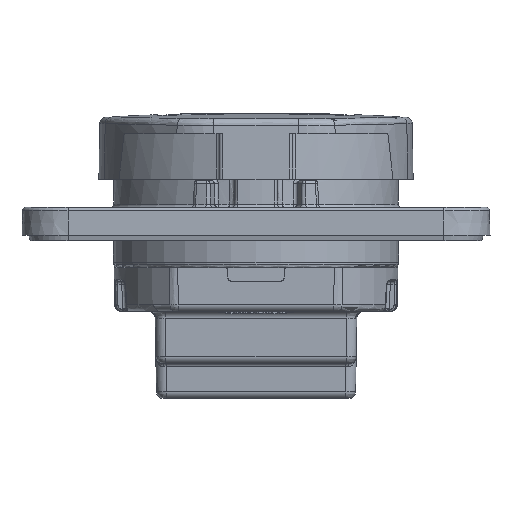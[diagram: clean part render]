
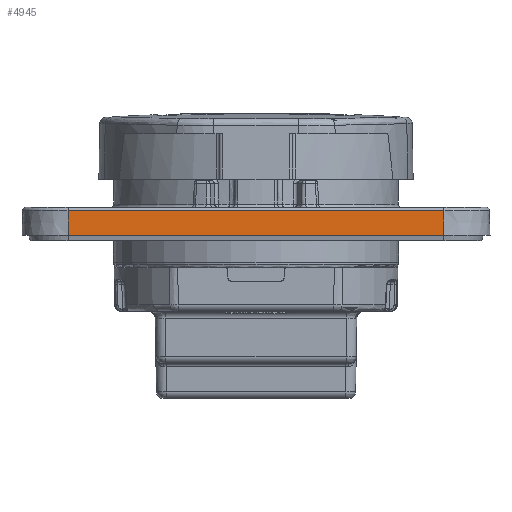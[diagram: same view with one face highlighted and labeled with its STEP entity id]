
A CAD part, front view. The second image highlights one B-rep face of the part: STEP entity #4945.
In plain terms, the highlighted planar face has unit normal (0, -1, 0.018).
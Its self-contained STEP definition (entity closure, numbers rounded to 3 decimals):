
#1522 = CARTESIAN_POINT ( 'NONE',  ( 28.1, -34.935, 8.079 ) ) ;
#1797 = LINE ( 'NONE', #36790, #11393 ) ;
#2116 = VECTOR ( 'NONE', #33248, 1000. ) ;
#2289 = VECTOR ( 'NONE', #26334, 1000. ) ;
#4945 = ADVANCED_FACE ( 'NONE', ( #21781 ), #28178, .T. ) ;
#5124 = VERTEX_POINT ( 'NONE', #19615 ) ;
#5298 = VERTEX_POINT ( 'NONE', #1522 ) ;
#5596 = AXIS2_PLACEMENT_3D ( 'NONE', #34644, #41227, #21925 ) ;
#10411 = CARTESIAN_POINT ( 'NONE',  ( 28.1, -35., 4.37 ) ) ;
#11393 = VECTOR ( 'NONE', #27077, 1000. ) ;
#11804 = ORIENTED_EDGE ( 'NONE', *, *, #15205, .T. ) ;
#13907 = ORIENTED_EDGE ( 'NONE', *, *, #16465, .T. ) ;
#14971 = ORIENTED_EDGE ( 'NONE', *, *, #20747, .T. ) ;
#15205 = EDGE_CURVE ( 'NONE', #30416, #5298, #36377, .T. ) ;
#15476 = DIRECTION ( 'NONE',  ( -1., 0., 0. ) ) ;
#16465 = EDGE_CURVE ( 'NONE', #5298, #5124, #37346, .T. ) ;
#19615 = CARTESIAN_POINT ( 'NONE',  ( -28.1, -34.935, 8.079 ) ) ;
#20125 = LINE ( 'NONE', #39793, #2116 ) ;
#20747 = EDGE_CURVE ( 'NONE', #31753, #30416, #20125, .T. ) ;
#21781 = FACE_OUTER_BOUND ( 'NONE', #40962, .T. ) ;
#21925 = DIRECTION ( 'NONE',  ( 0., -0.017, -1. ) ) ;
#25815 = CARTESIAN_POINT ( 'NONE',  ( 28.1, -35., 4.37 ) ) ;
#26334 = DIRECTION ( 'NONE',  ( 0., 0.017, 1. ) ) ;
#27077 = DIRECTION ( 'NONE',  ( 0., 0.017, 1. ) ) ;
#27988 = EDGE_CURVE ( 'NONE', #31753, #5124, #1797, .T. ) ;
#28178 = PLANE ( 'NONE',  #5596 ) ;
#28741 = VECTOR ( 'NONE', #15476, 1000. ) ;
#30416 = VERTEX_POINT ( 'NONE', #25815 ) ;
#31382 = CARTESIAN_POINT ( 'NONE',  ( -28.1, -34.935, 8.079 ) ) ;
#31753 = VERTEX_POINT ( 'NONE', #31948 ) ;
#31948 = CARTESIAN_POINT ( 'NONE',  ( -28.1, -35., 4.37 ) ) ;
#33248 = DIRECTION ( 'NONE',  ( 1., 0., 0. ) ) ;
#34644 = CARTESIAN_POINT ( 'NONE',  ( -28.1, -35., 4.37 ) ) ;
#36377 = LINE ( 'NONE', #10411, #2289 ) ;
#36790 = CARTESIAN_POINT ( 'NONE',  ( -28.1, -35., 4.37 ) ) ;
#37346 = LINE ( 'NONE', #31382, #28741 ) ;
#37357 = ORIENTED_EDGE ( 'NONE', *, *, #27988, .F. ) ;
#39793 = CARTESIAN_POINT ( 'NONE',  ( -28.1, -35., 4.37 ) ) ;
#40962 = EDGE_LOOP ( 'NONE', ( #11804, #13907, #37357, #14971 ) ) ;
#41227 = DIRECTION ( 'NONE',  ( 0., -1., 0.017 ) ) ;
